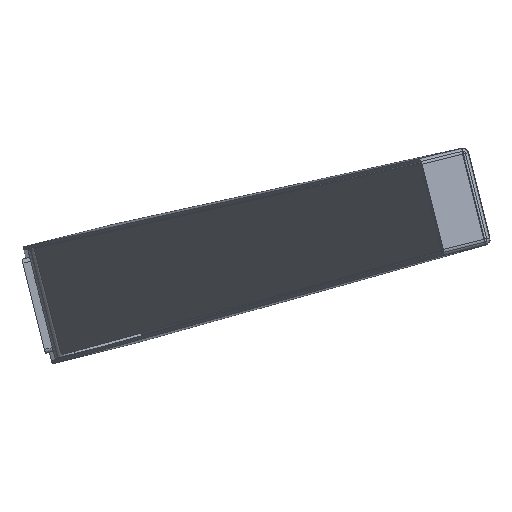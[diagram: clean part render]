
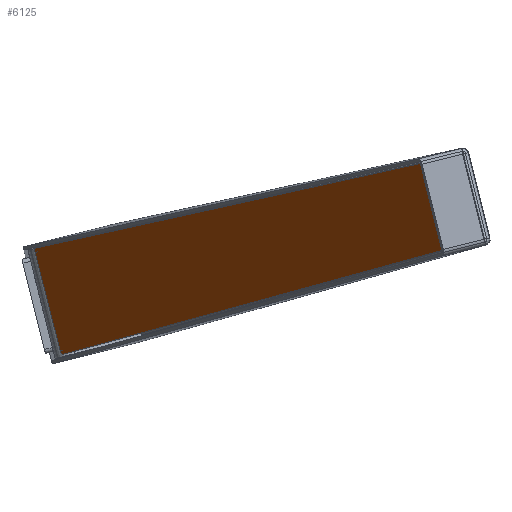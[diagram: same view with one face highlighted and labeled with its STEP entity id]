
A CAD part, left-side view. The second image highlights one B-rep face of the part: STEP entity #6125.
In plain terms, the highlighted planar face has unit normal (-0.495, 0.842, -0.217).
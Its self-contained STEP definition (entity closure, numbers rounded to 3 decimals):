
#6033=CARTESIAN_POINT('',(-74.132,-17.485,-60.005));
#6034=VERTEX_POINT('',#6033);
#6042=CARTESIAN_POINT('',(-75.007,-18.218,-60.854));
#6043=VERTEX_POINT('',#6042);
#6050=CARTESIAN_POINT('',(-75.001,-17.965,-59.886));
#6051=DIRECTION('',(-0.495,0.842,-0.217));
#6052=DIRECTION('',(0.869,0.48,-0.118));
#6053=AXIS2_PLACEMENT_3D('',#6050,#6051,#6052);
#6054=CIRCLE('',#6053,1.);
#6055=EDGE_CURVE('',#6034,#6043,#6054,.T.);
#6060=CARTESIAN_POINT('',(-265.208,-124.045,-37.599));
#6061=DIRECTION('',(0.495,-0.842,0.217));
#6062=DIRECTION('',(0.869,0.48,-0.118));
#6063=AXIS2_PLACEMENT_3D('',#6060,#6061,#6062);
#6064=PLANE('',#6063);
#6065=CARTESIAN_POINT('',(-247.952,-107.893,-14.261));
#6066=VERTEX_POINT('',#6065);
#6067=CARTESIAN_POINT('',(-247.098,-107.172,-13.409));
#6068=VERTEX_POINT('',#6067);
#6069=CARTESIAN_POINT('',(-247.083,-107.413,-14.379));
#6070=DIRECTION('',(-0.495,0.842,-0.217));
#6071=DIRECTION('',(-0.869,-0.48,0.118));
#6072=AXIS2_PLACEMENT_3D('',#6069,#6070,#6071);
#6073=CIRCLE('',#6072,1.0);
#6074=EDGE_CURVE('',#6066,#6068,#6073,.T.);
#6075=ORIENTED_EDGE('',*,*,#6074,.T.);
#6076=CARTESIAN_POINT('',(-75.128,-11.484,-34.413));
#6077=VERTEX_POINT('',#6076);
#6078=CARTESIAN_POINT('',(-75.128,-11.484,-34.413));
#6079=DIRECTION('',(-0.869,-0.483,0.106));
#6080=VECTOR('',#6079,197.917);
#6081=LINE('',#6078,#6080);
#6082=EDGE_CURVE('',#6077,#6068,#6081,.T.);
#6083=ORIENTED_EDGE('',*,*,#6082,.F.);
#6084=CARTESIAN_POINT('',(-74.243,-11.244,-35.502));
#6085=VERTEX_POINT('',#6084);
#6086=CARTESIAN_POINT('',(-75.112,-11.724,-35.383));
#6087=DIRECTION('',(-0.495,0.842,-0.217));
#6088=DIRECTION('',(-0.015,0.241,0.97));
#6089=AXIS2_PLACEMENT_3D('',#6086,#6087,#6088);
#6090=CIRCLE('',#6089,1.);
#6091=EDGE_CURVE('',#6077,#6085,#6090,.T.);
#6092=ORIENTED_EDGE('',*,*,#6091,.T.);
#6093=CARTESIAN_POINT('',(-74.132,-17.485,-60.005));
#6094=DIRECTION('',(-0.004,0.247,0.969));
#6095=VECTOR('',#6094,25.286);
#6096=LINE('',#6093,#6095);
#6097=EDGE_CURVE('',#6034,#6085,#6096,.T.);
#6098=ORIENTED_EDGE('',*,*,#6097,.F.);
#6099=ORIENTED_EDGE('',*,*,#6055,.T.);
#6100=CARTESIAN_POINT('',(-247.,-112.671,-34.996));
#6101=VERTEX_POINT('',#6100);
#6102=CARTESIAN_POINT('',(-247.,-112.671,-34.996));
#6103=DIRECTION('',(0.869,0.477,-0.131));
#6104=VECTOR('',#6103,197.917);
#6105=LINE('',#6102,#6104);
#6106=EDGE_CURVE('',#6101,#6043,#6105,.T.);
#6107=ORIENTED_EDGE('',*,*,#6106,.F.);
#6108=CARTESIAN_POINT('',(-247.862,-112.898,-33.91));
#6109=VERTEX_POINT('',#6108);
#6110=CARTESIAN_POINT('',(-246.993,-112.418,-34.028));
#6111=DIRECTION('',(-0.495,0.842,-0.217));
#6112=DIRECTION('',(-0.007,-0.253,-0.967));
#6113=AXIS2_PLACEMENT_3D('',#6110,#6111,#6112);
#6114=CIRCLE('',#6113,1.);
#6115=EDGE_CURVE('',#6101,#6109,#6114,.T.);
#6116=ORIENTED_EDGE('',*,*,#6115,.T.);
#6117=CARTESIAN_POINT('',(-247.952,-107.893,-14.261));
#6118=DIRECTION('',(0.004,-0.247,-0.969));
#6119=VECTOR('',#6118,20.277);
#6120=LINE('',#6117,#6119);
#6121=EDGE_CURVE('',#6066,#6109,#6120,.T.);
#6122=ORIENTED_EDGE('',*,*,#6121,.F.);
#6123=EDGE_LOOP('',(#6075,#6083,#6092,#6098,#6099,#6107,#6116,#6122));
#6124=FACE_OUTER_BOUND('',#6123,.T.);
#6125=ADVANCED_FACE('',(#6124),#6064,.F.);
